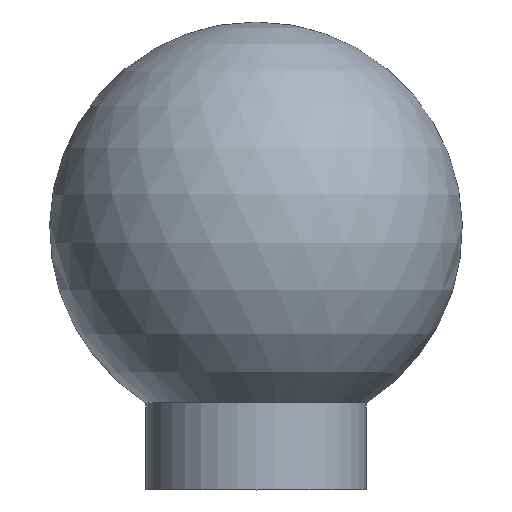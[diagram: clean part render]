
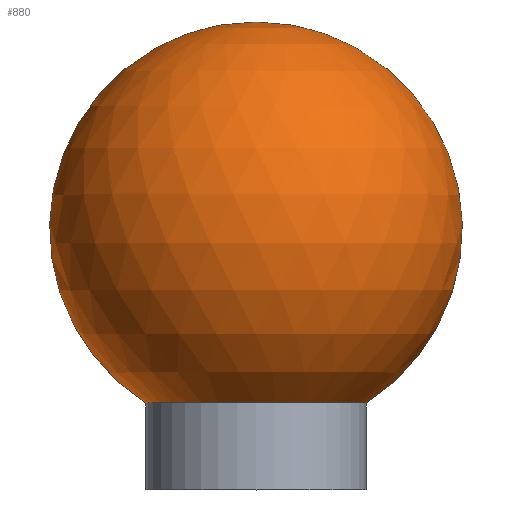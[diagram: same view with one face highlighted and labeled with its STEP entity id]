
A CAD part, top view. The second image highlights one B-rep face of the part: STEP entity #880.
In plain terms, the highlighted spherical face has radius 7.5 mm.
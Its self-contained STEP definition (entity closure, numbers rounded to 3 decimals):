
#460=CARTESIAN_POINT('',(4.,3.156,0.));
#470=VERTEX_POINT('',#460);
#550=CARTESIAN_POINT('',(-4.,3.156,0.));
#560=VERTEX_POINT('',#550);
#590=CARTESIAN_POINT('',(0.,3.156,0.));
#600=DIRECTION('',(0.,1.,0.));
#610=DIRECTION('',(1.,0.,0.));
#620=AXIS2_PLACEMENT_3D('',#590,#600,#610);
#630=CIRCLE('',#620,4.);
#640=EDGE_CURVE('',#560,#470,#630,.T.);
#690=CARTESIAN_POINT('',(0.,9.5,0.));
#700=DIRECTION('',(0.,1.,0.));
#710=DIRECTION('',(1.,0.,0.));
#720=AXIS2_PLACEMENT_3D('',#690,#700,#710);
#730=SPHERICAL_SURFACE('',#720,7.5);
#740=CARTESIAN_POINT('',(0.,9.5,0.));
#750=DIRECTION('',(0.,0.,-1.));
#760=DIRECTION('',(1.,-0.,0.));
#770=AXIS2_PLACEMENT_3D('',#740,#750,#760);
#780=CIRCLE('',#770,7.5);
#790=CARTESIAN_POINT('',(0.,17.,0.));
#800=VERTEX_POINT('',#790);
#810=EDGE_CURVE('',#560,#800,#780,.T.);
#820=ORIENTED_EDGE('',*,*,#810,.F.);
#830=EDGE_CURVE('',#800,#470,#780,.T.);
#840=ORIENTED_EDGE('',*,*,#830,.F.);
#850=ORIENTED_EDGE('',*,*,#640,.T.);
#860=EDGE_LOOP('',(#850,#840,#820));
#870=FACE_OUTER_BOUND('',#860,.T.);
#880=ADVANCED_FACE('',(#870),#730,.T.);
